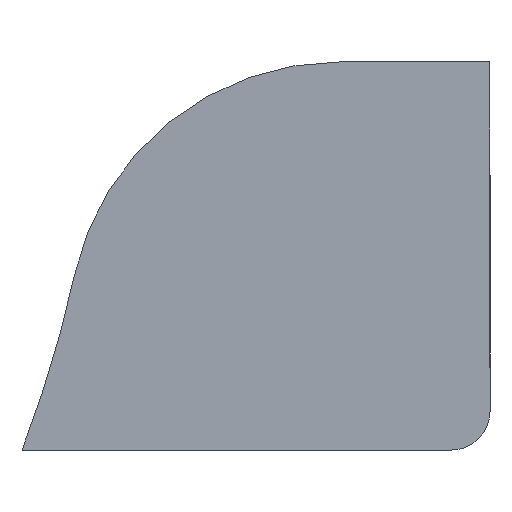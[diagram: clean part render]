
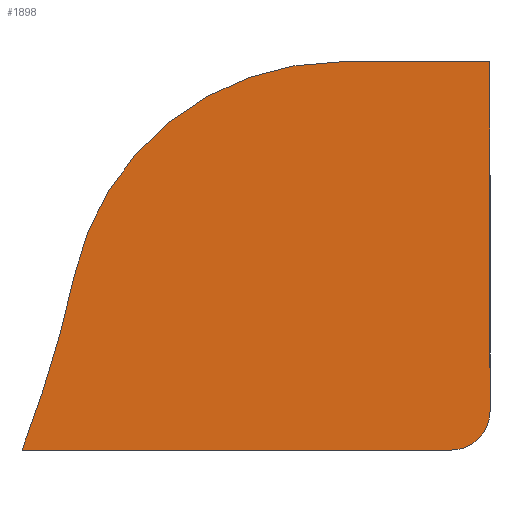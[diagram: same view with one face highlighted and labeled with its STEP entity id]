
A CAD part, front view. The second image highlights one B-rep face of the part: STEP entity #1898.
In plain terms, the highlighted planar face has unit normal (0, -1, 0).
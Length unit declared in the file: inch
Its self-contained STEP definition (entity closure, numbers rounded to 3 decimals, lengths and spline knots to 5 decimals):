
#3 = DIRECTION ( 'NONE',  ( 0., 0., 1. ) ) ;
#164 = DIRECTION ( 'NONE',  ( 0., -1., 0. ) ) ;
#495 = CARTESIAN_POINT ( 'NONE',  ( 2.01976, -0.0625, -0.5625 ) ) ;
#538 = DIRECTION ( 'NONE',  ( 0., -1., 0. ) ) ;
#612 = CIRCLE ( 'NONE', #1611, 0.35 ) ;
#804 = EDGE_CURVE ( 'NONE', #2509, #1310, #2564, .T. ) ;
#810 = LINE ( 'NONE', #3205, #3560 ) ;
#876 = ORIENTED_EDGE ( 'NONE', *, *, #3863, .F. ) ;
#901 = CARTESIAN_POINT ( 'NONE',  ( 0., -0.0625, 0. ) ) ;
#1032 = CIRCLE ( 'NONE', #1393, 0.05 ) ;
#1081 = ORIENTED_EDGE ( 'NONE', *, *, #1166, .T. ) ;
#1166 = EDGE_CURVE ( 'NONE', #2754, #2201, #1032, .T. ) ;
#1256 = ORIENTED_EDGE ( 'NONE', *, *, #804, .F. ) ;
#1310 = VERTEX_POINT ( 'NONE', #2069 ) ;
#1316 = CARTESIAN_POINT ( 'NONE',  ( 1.87619, -0.0625, -0.0625 ) ) ;
#1342 = CARTESIAN_POINT ( 'NONE',  ( 1.87619, -0.0625, -0.4125 ) ) ;
#1351 = AXIS2_PLACEMENT_3D ( 'NONE', #901, #3242, #3 ) ;
#1371 = ORIENTED_EDGE ( 'NONE', *, *, #3262, .F. ) ;
#1393 = AXIS2_PLACEMENT_3D ( 'NONE', #1670, #538, #2875 ) ;
#1611 = AXIS2_PLACEMENT_3D ( 'NONE', #1342, #164, #2772 ) ;
#1670 = CARTESIAN_POINT ( 'NONE',  ( 2.01976, -0.0625, -0.5125 ) ) ;
#1831 = CARTESIAN_POINT ( 'NONE',  ( 2.06976, -0.0625, -0.5625 ) ) ;
#1898 = ADVANCED_FACE ( 'NONE', ( #2571 ), #2239, .F. ) ;
#1961 = DIRECTION ( 'NONE',  ( 0., 0., 1. ) ) ;
#2028 = EDGE_LOOP ( 'NONE', ( #876, #1081, #1371, #1256, #3312, #3661 ) ) ;
#2069 = CARTESIAN_POINT ( 'NONE',  ( 2.06976, -0.0625, -0.0625 ) ) ;
#2143 = VECTOR ( 'NONE', #2973, 39.37008 ) ;
#2147 = EDGE_CURVE ( 'NONE', #2509, #2773, #612, .T. ) ;
#2201 = VERTEX_POINT ( 'NONE', #2248 ) ;
#2239 = PLANE ( 'NONE',  #3762 ) ;
#2248 = CARTESIAN_POINT ( 'NONE',  ( 2.06976, -0.0625, -0.5125 ) ) ;
#2319 = DIRECTION ( 'NONE',  ( 0., 1., 0. ) ) ;
#2509 = VERTEX_POINT ( 'NONE', #1316 ) ;
#2541 = DIRECTION ( 'NONE',  ( 1., 0., 0. ) ) ;
#2564 = LINE ( 'NONE', #3178, #3607 ) ;
#2571 = FACE_OUTER_BOUND ( 'NONE', #2028, .T. ) ;
#2574 = DIRECTION ( 'NONE',  ( 0., 0., -1. ) ) ;
#2622 = VERTEX_POINT ( 'NONE', #2978 ) ;
#2740 = CIRCLE ( 'NONE', #1351, 1.571 ) ;
#2754 = VERTEX_POINT ( 'NONE', #495 ) ;
#2772 = DIRECTION ( 'NONE',  ( 0., 0., 1. ) ) ;
#2773 = VERTEX_POINT ( 'NONE', #3208 ) ;
#2875 = DIRECTION ( 'NONE',  ( 0., 0., 1. ) ) ;
#2973 = DIRECTION ( 'NONE',  ( -1., 0., 0. ) ) ;
#2978 = CARTESIAN_POINT ( 'NONE',  ( 1.46685, -0.0625, -0.5625 ) ) ;
#3166 = CARTESIAN_POINT ( 'NONE',  ( 0., -0.0625, 0. ) ) ;
#3178 = CARTESIAN_POINT ( 'NONE',  ( 1.56976, -0.0625, -0.0625 ) ) ;
#3205 = CARTESIAN_POINT ( 'NONE',  ( 2.06976, -0.0625, -0.0625 ) ) ;
#3208 = CARTESIAN_POINT ( 'NONE',  ( 1.53435, -0.0625, -0.33734 ) ) ;
#3242 = DIRECTION ( 'NONE',  ( 0., -1., 0. ) ) ;
#3262 = EDGE_CURVE ( 'NONE', #1310, #2201, #810, .T. ) ;
#3312 = ORIENTED_EDGE ( 'NONE', *, *, #2147, .T. ) ;
#3313 = EDGE_CURVE ( 'NONE', #2622, #2773, #2740, .T. ) ;
#3560 = VECTOR ( 'NONE', #2574, 39.37008 ) ;
#3571 = LINE ( 'NONE', #1831, #2143 ) ;
#3607 = VECTOR ( 'NONE', #2541, 39.37008 ) ;
#3661 = ORIENTED_EDGE ( 'NONE', *, *, #3313, .F. ) ;
#3762 = AXIS2_PLACEMENT_3D ( 'NONE', #3166, #2319, #1961 ) ;
#3863 = EDGE_CURVE ( 'NONE', #2754, #2622, #3571, .T. ) ;
